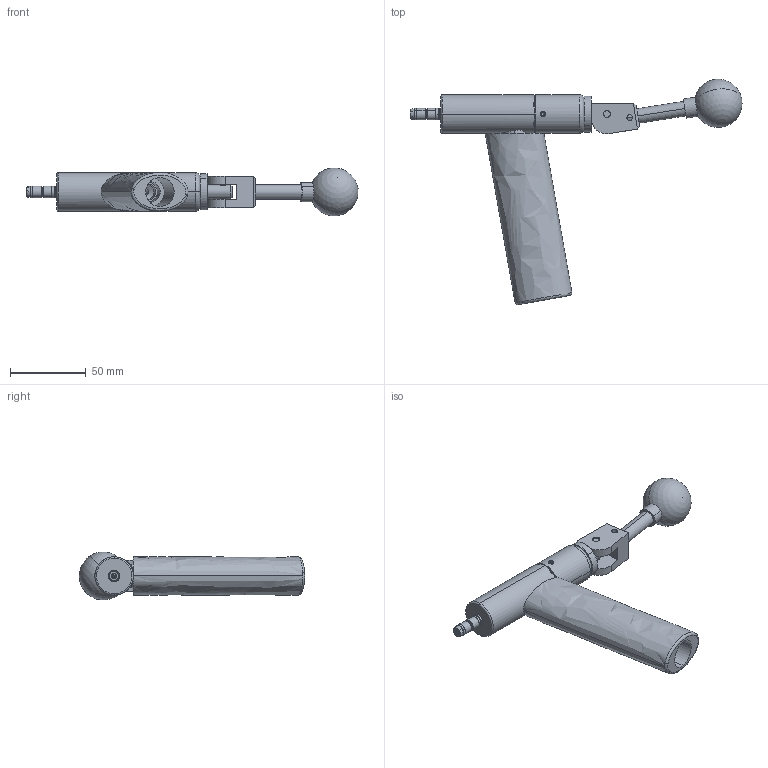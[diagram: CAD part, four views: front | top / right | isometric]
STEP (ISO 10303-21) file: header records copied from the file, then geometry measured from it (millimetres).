
FILE_DESCRIPTION (( 'STEP AP214' ), '1' );
FILE_NAME ('CTSC-003420.STEP', '2025-05-21T11:40:48', ( '' ), ( '' ), 'SwSTEP 2.0', 'SolidWorks 2023', '' );
FILE_SCHEMA (( 'AUTOMOTIVE_DESIGN' ));
Length unit declared in the file: inch
Products named in the file (1): CTSC-003420
Bounding box: 219.06 x 148.69 x 31.61 mm (x, y, z)
Volume: 149327.6 mm3; surface area: 47012.2 mm2
Topology: 11 solids, 12 shells, 320 faces, 751 edges, 471 vertices
Faces by surface type: cylinder 132, plane 118, cone 45, torus 16, bspline 7, sphere 2
Entity records: 15221 total; most frequent: CARTESIAN_POINT 3851, DIRECTION 1540, ORIENTED_EDGE 1488, EDGE_CURVE 744, AXIS2_PLACEMENT_3D 621, VERTEX_POINT 468, EDGE_LOOP 362, FACE_OUTER_BOUND 320
